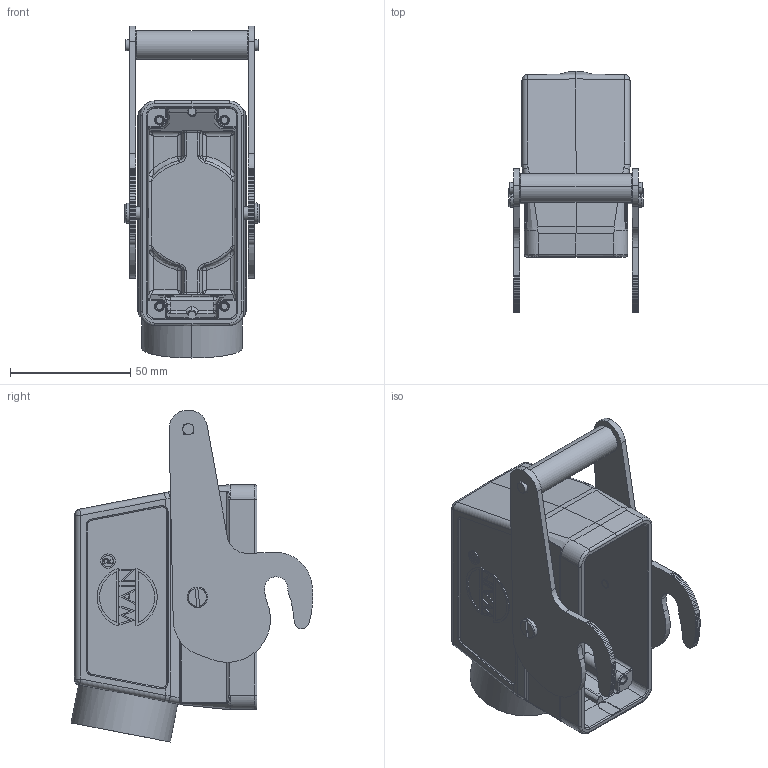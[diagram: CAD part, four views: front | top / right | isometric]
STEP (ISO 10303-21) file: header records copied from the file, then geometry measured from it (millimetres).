
FILE_DESCRIPTION (( 'STEP AP203' ), '1' );
FILE_NAME ('3D_1110165555004_H16B-SEH-1L_C-M32_V1.0..STEP', '2018-09-04T08:00:04', ( '' ), ( '' ), 'SwSTEP 2.0', 'SolidWorks 2016', '' );
FILE_SCHEMA (( 'CONFIG_CONTROL_DESIGN' ));
Length unit declared in the file: millimetre
Products named in the file (1): 3D_1110165555004_H16B-SEH-1L_C-M32_V1.0.
Bounding box: 55.8 x 100.56 x 138.17 mm (x, y, z)
Volume: 108027.6 mm3; surface area: 62441.8 mm2
Topology: 1 solids, 1 shells, 850 faces, 2172 edges, 1350 vertices
Faces by surface type: cylinder 328, plane 291, bspline 193, cone 38
Entity records: 32413 total; most frequent: CARTESIAN_POINT 13603, ORIENTED_EDGE 4300, DIRECTION 3331, EDGE_CURVE 2150, VERTEX_POINT 1350, AXIS2_PLACEMENT_3D 1153, LINE 1025, VECTOR 1025
